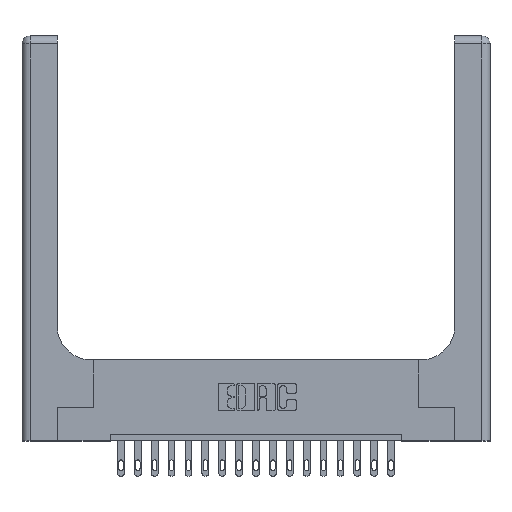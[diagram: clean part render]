
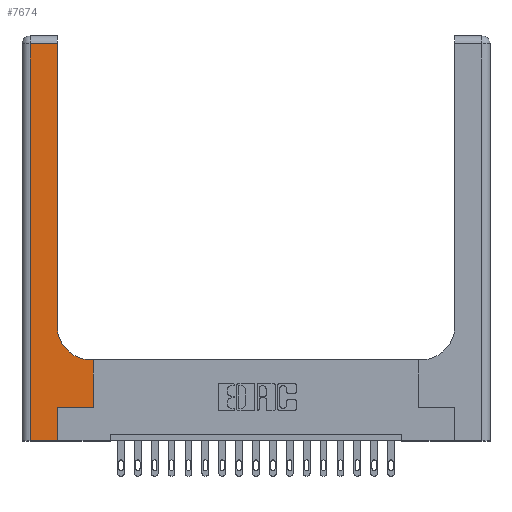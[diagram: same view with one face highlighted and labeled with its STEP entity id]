
A CAD part, top view. The second image highlights one B-rep face of the part: STEP entity #7674.
In plain terms, the highlighted planar face has unit normal (0, 0, 1).
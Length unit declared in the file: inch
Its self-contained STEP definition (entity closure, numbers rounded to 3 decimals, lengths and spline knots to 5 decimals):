
#316 = CARTESIAN_POINT ( 'NONE',  ( 0.06, 2.94, 0.37 ) ) ;
#339 = VERTEX_POINT ( 'NONE', #5292 ) ;
#697 = VERTEX_POINT ( 'NONE', #316 ) ;
#1094 = PLANE ( 'NONE',  #12431 ) ;
#1376 = VERTEX_POINT ( 'NONE', #2422 ) ;
#1519 = ORIENTED_EDGE ( 'NONE', *, *, #4199, .T. ) ;
#2101 = VECTOR ( 'NONE', #11474, 39.37008 ) ;
#2176 = ORIENTED_EDGE ( 'NONE', *, *, #7606, .T. ) ;
#2422 = CARTESIAN_POINT ( 'NONE',  ( 0.06, 0., 0.37 ) ) ;
#2891 = CARTESIAN_POINT ( 'NONE',  ( 0., 0., 0.37 ) ) ;
#3351 = EDGE_CURVE ( 'NONE', #17733, #10265, #4916, .T. ) ;
#3593 = ORIENTED_EDGE ( 'NONE', *, *, #12216, .T. ) ;
#3761 = VECTOR ( 'NONE', #10949, 39.37008 ) ;
#4142 = CARTESIAN_POINT ( 'NONE',  ( 0., 3., 0.37 ) ) ;
#4199 = EDGE_CURVE ( 'NONE', #339, #7933, #12287, .T. ) ;
#4706 = DIRECTION ( 'NONE',  ( 1., 0., 0. ) ) ;
#4829 = CARTESIAN_POINT ( 'NONE',  ( 0.528, 0.25, 0.37 ) ) ;
#4914 = VECTOR ( 'NONE', #18670, 39.37008 ) ;
#4916 = CIRCLE ( 'NONE', #7396, 0.25 ) ;
#5094 = LINE ( 'NONE', #6549, #4914 ) ;
#5292 = CARTESIAN_POINT ( 'NONE',  ( 0.265, 0.25, 0.37 ) ) ;
#5296 = EDGE_CURVE ( 'NONE', #7933, #7175, #18841, .T. ) ;
#5327 = DIRECTION ( 'NONE',  ( -1., 0., 0. ) ) ;
#5445 = VECTOR ( 'NONE', #17621, 39.37008 ) ;
#5613 = CARTESIAN_POINT ( 'NONE',  ( 0.26, 0.6, 0.37 ) ) ;
#5717 = EDGE_LOOP ( 'NONE', ( #10195, #9213, #3593, #8832, #2176, #1519, #12879, #9023, #19405 ) ) ;
#5868 = CARTESIAN_POINT ( 'NONE',  ( 0.265, 0., 0.37 ) ) ;
#6089 = CARTESIAN_POINT ( 'NONE',  ( 0.51, 0.6, 0.37 ) ) ;
#6165 = CARTESIAN_POINT ( 'NONE',  ( 0.51, 0.85, 0.37 ) ) ;
#6549 = CARTESIAN_POINT ( 'NONE',  ( 0.26, 3., 0.37 ) ) ;
#7167 = FACE_OUTER_BOUND ( 'NONE', #5717, .T. ) ;
#7175 = VERTEX_POINT ( 'NONE', #16792 ) ;
#7243 = EDGE_CURVE ( 'NONE', #10265, #8751, #5094, .T. ) ;
#7396 = AXIS2_PLACEMENT_3D ( 'NONE', #6165, #12138, #4706 ) ;
#7606 = EDGE_CURVE ( 'NONE', #11304, #339, #9712, .T. ) ;
#7674 = ADVANCED_FACE ( 'NONE', ( #7167 ), #1094, .F. ) ;
#7677 = EDGE_CURVE ( 'NONE', #8751, #697, #12860, .T. ) ;
#7933 = VERTEX_POINT ( 'NONE', #4829 ) ;
#8322 = CARTESIAN_POINT ( 'NONE',  ( 0., 2.94, 0.37 ) ) ;
#8751 = VERTEX_POINT ( 'NONE', #12401 ) ;
#8832 = ORIENTED_EDGE ( 'NONE', *, *, #9137, .T. ) ;
#8967 = VECTOR ( 'NONE', #12197, 39.37008 ) ;
#9023 = ORIENTED_EDGE ( 'NONE', *, *, #19006, .T. ) ;
#9137 = EDGE_CURVE ( 'NONE', #1376, #11304, #11997, .T. ) ;
#9213 = ORIENTED_EDGE ( 'NONE', *, *, #7677, .T. ) ;
#9712 = LINE ( 'NONE', #17229, #2101 ) ;
#9897 = DIRECTION ( 'NONE',  ( -1., 0., 0. ) ) ;
#10086 = LINE ( 'NONE', #5613, #5445 ) ;
#10195 = ORIENTED_EDGE ( 'NONE', *, *, #7243, .T. ) ;
#10265 = VERTEX_POINT ( 'NONE', #10900 ) ;
#10298 = VECTOR ( 'NONE', #18651, 39.37008 ) ;
#10511 = CARTESIAN_POINT ( 'NONE',  ( 0.265, 0.25, 0.37 ) ) ;
#10900 = CARTESIAN_POINT ( 'NONE',  ( 0.26, 0.85, 0.37 ) ) ;
#10949 = DIRECTION ( 'NONE',  ( 0., -1., 0. ) ) ;
#11013 = CARTESIAN_POINT ( 'NONE',  ( 0.528, 0.25, 0.37 ) ) ;
#11304 = VERTEX_POINT ( 'NONE', #5868 ) ;
#11474 = DIRECTION ( 'NONE',  ( 0., 1., 0. ) ) ;
#11997 = LINE ( 'NONE', #2891, #8967 ) ;
#12138 = DIRECTION ( 'NONE',  ( 0., 0., -1. ) ) ;
#12197 = DIRECTION ( 'NONE',  ( 1., 0., 0. ) ) ;
#12216 = EDGE_CURVE ( 'NONE', #697, #1376, #18687, .T. ) ;
#12287 = LINE ( 'NONE', #10511, #18243 ) ;
#12401 = CARTESIAN_POINT ( 'NONE',  ( 0.26, 2.94, 0.37 ) ) ;
#12431 = AXIS2_PLACEMENT_3D ( 'NONE', #4142, #13057, #9897 ) ;
#12860 = LINE ( 'NONE', #8322, #18751 ) ;
#12879 = ORIENTED_EDGE ( 'NONE', *, *, #5296, .T. ) ;
#13057 = DIRECTION ( 'NONE',  ( 0., 0., -1. ) ) ;
#13759 = DIRECTION ( 'NONE',  ( 1., 0., 0. ) ) ;
#16792 = CARTESIAN_POINT ( 'NONE',  ( 0.528, 0.6, 0.37 ) ) ;
#16805 = CARTESIAN_POINT ( 'NONE',  ( 0.06, 3., 0.37 ) ) ;
#17229 = CARTESIAN_POINT ( 'NONE',  ( 0.265, 0., 0.37 ) ) ;
#17621 = DIRECTION ( 'NONE',  ( -1., 0., 0. ) ) ;
#17733 = VERTEX_POINT ( 'NONE', #6089 ) ;
#18243 = VECTOR ( 'NONE', #13759, 39.37008 ) ;
#18651 = DIRECTION ( 'NONE',  ( 0., 1., 0. ) ) ;
#18670 = DIRECTION ( 'NONE',  ( 0., 1., 0. ) ) ;
#18687 = LINE ( 'NONE', #16805, #3761 ) ;
#18751 = VECTOR ( 'NONE', #5327, 39.37008 ) ;
#18841 = LINE ( 'NONE', #11013, #10298 ) ;
#19006 = EDGE_CURVE ( 'NONE', #7175, #17733, #10086, .T. ) ;
#19405 = ORIENTED_EDGE ( 'NONE', *, *, #3351, .T. ) ;
